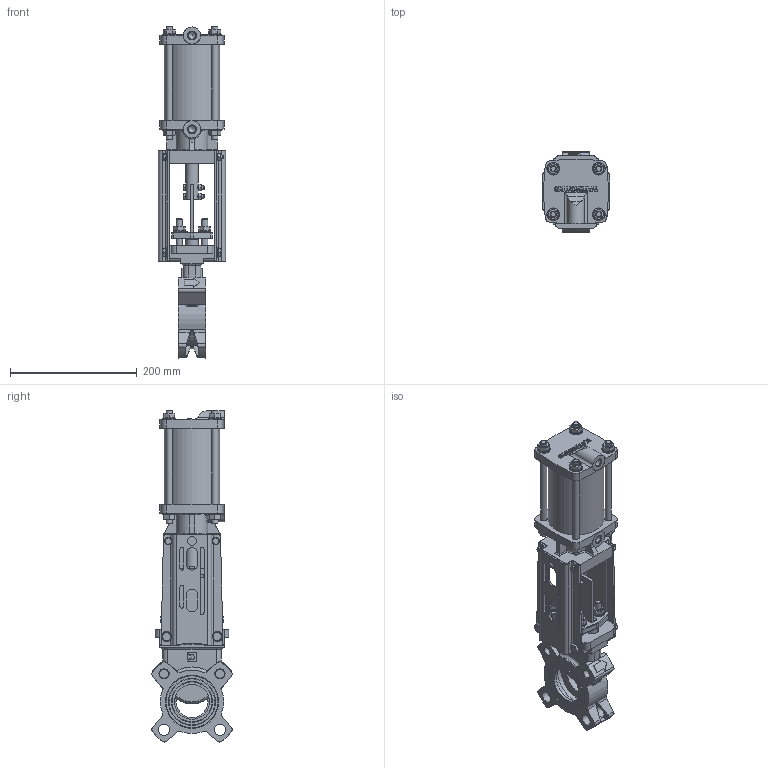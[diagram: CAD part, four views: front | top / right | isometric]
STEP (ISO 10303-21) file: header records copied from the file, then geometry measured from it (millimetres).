
FILE_DESCRIPTION(/* description */ (''),/* implementation_level */ '2;1');
FILE_NAME(/* name */ 'WGP25N-DN50_105877_logo v2.step',/* time_stamp */ '2025-06-27T16:03:47+02:00',/* author */ (''),/* organization */ (''),/* preprocessor_version */ 'ST-DEVELOPER v20.1',/* originating_system */ 'Autodesk Translation Framework v14.10.0.0',/* authorisation */ '');
FILE_SCHEMA (('AUTOMOTIVE_DESIGN { 1 0 10303 214 3 1 1 }'));
Length unit declared in the file: millimetre
Products named in the file (23): WGP25N-DN50_105877_logo; WGS-BO-GG-SOF-050-K; WGS-KN-XXX-050; WGS-GL-GG-050; DIN 835  (Regelgewinde) M10 x 40; DIN 125-1  B B 10.5; DIN 934  (Regelgewinde) - ersetzt durch DIN EN 24 032 M10; WGS-BR-CS-B-050; WGS-BR-CS-F-050; DIN 933  (Regelgewinde) - ersetzt durch DIN EN 24 017 M8  x 14; DIN 125-1  B B 8.4; DIN 933  (Regelgewinde) - ersetzt durch DIN EN 24 017 M6  x 90; DIN 125-1  B B 6.4; WGS-PL-PD-AL-050-065-K; WGS-CO-PD-AL-050-080-K; WGS-ST-PD-050D; DIN 933  (Regelgewinde) - ersetzt durch DIN EN 24 017 M6  x 28; DIN 127 - zurückgezogen A 5; DIN 934  (Regelgewinde) - ersetzt durch DIN EN 24 032 M6; WGS-ZY-AL-080-050; WGS-ZB-ST-050; DIN 934  (Regelgewinde) - ersetzt durch DIN EN 24 032 M10 (1); DIN 125-1  B B 10.5 (1)
Assembly tree (63 placements, depth 2):
  WGP25N-DN50_105877_logo
    WGS-BO-GG-SOF-050-K
    WGS-KN-XXX-050
    WGS-GL-GG-050
    DIN 835  (Regelgewinde) M10 x 40  x4
    DIN 125-1  B B 10.5  x4
    DIN 934  (Regelgewinde) - ersetzt durch DIN EN 24 032 M10  x4
    WGS-BR-CS-B-050
    WGS-BR-CS-F-050
    DIN 933  (Regelgewinde) - ersetzt durch DIN EN 24 017 M8  x 14  x4
    DIN 125-1  B B 8.4  x4
    DIN 933  (Regelgewinde) - ersetzt durch DIN EN 24 017 M6  x 90  x2
    DIN 125-1  B B 6.4  x4
    DIN 934  (Regelgewinde) - ersetzt durch DIN EN 24 032 M6  x4
    WGS-PL-PD-AL-050-065-K
    WGS-CO-PD-AL-050-080-K
    WGS-ST-PD-050D
    DIN 933  (Regelgewinde) - ersetzt durch DIN EN 24 017 M6  x 28  x2
    DIN 127 - zurückgezogen A 5  x2
    WGS-ZY-AL-080-050
    WGS-ZB-ST-050  x4
    DIN 934  (Regelgewinde) - ersetzt durch DIN EN 24 032 M10 (1)  x8
    DIN 125-1  B B 10.5 (1)  x8
Bounding box: 106 x 127.01 x 524.5 mm (x, y, z)
Volume: 1575918.5 mm3; surface area: 494422.3 mm2
Topology: 63 solids, 63 shells, 1632 faces, 3920 edges, 2474 vertices
Faces by surface type: plane 741, cylinder 432, cone 216, bspline 160, torus 67, sphere 16
Full cylindrical faces by diameter (mm): 3.242 x3, 4.917 x4, 5.459 x4, 6 x4, 6.2 x4, 6.25 x4, 6.4 x4, 6.5 x6, 6.647 x4, 7.323 x4, 8 x4, 8.376 x16, 8.4 x4, 8.5 x4, 8.7 x4, 10 x8, 10.5 x12, 11 x8, 11.4 x4, 11.445 x2, 12 x4, 13.835 x4, 14 x1, 16 x5, 16.2 x1, 18 x4, 20 x13, 21.5 x1, 30 x1, 47.1 x1
Entity records: 41841 total; most frequent: CARTESIAN_POINT 11899, ORIENTED_EDGE 6184, DIRECTION 5804, EDGE_CURVE 3092, AXIS2_PLACEMENT_3D 2055, VERTEX_POINT 1975, LINE 1694, VECTOR 1694
